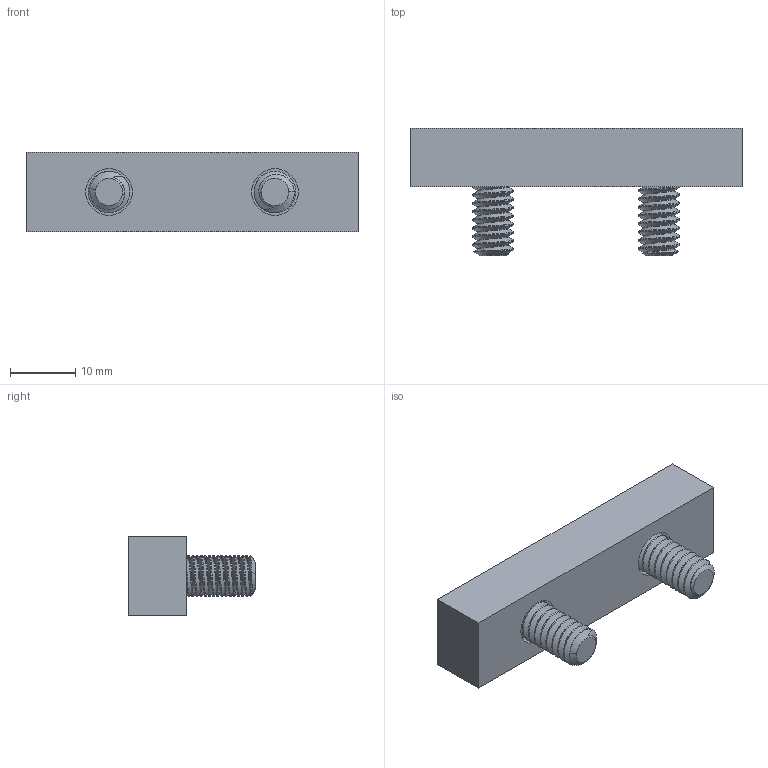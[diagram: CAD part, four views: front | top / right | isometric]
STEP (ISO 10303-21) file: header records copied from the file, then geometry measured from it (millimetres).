
FILE_DESCRIPTION (( 'STEP AP214' ), '1' );
FILE_NAME ('33120.STEP', '2018-04-17T13:09:20', ( 'Mike W' ), ( '' ), 'SwSTEP 2.0', 'SolidWorks 2017', '' );
FILE_SCHEMA (( 'AUTOMOTIVE_DESIGN' ));
Length unit declared in the file: inch
Products named in the file (3): 142012 SHCS_142012 SHCS; 33120; 331201_331201
Assembly tree (3 placements, depth 2):
  33120
    331201_331201
    142012 SHCS_142012 SHCS  x2
Bounding box: 50.8 x 19.43 x 12.19 mm (x, y, z)
Volume: 5566.1 mm3; surface area: 4223.3 mm2
Topology: 3 solids, 3 shells, 152 faces, 388 edges, 248 vertices
Faces by surface type: cylinder 94, plane 28, cone 26, bspline 4
Entity records: 3756 total; most frequent: CARTESIAN_POINT 1849, ORIENTED_EDGE 424, DIRECTION 330, EDGE_CURVE 212, VERTEX_POINT 136, AXIS2_PLACEMENT_3D 125, EDGE_LOOP 92, ADVANCED_FACE 84
